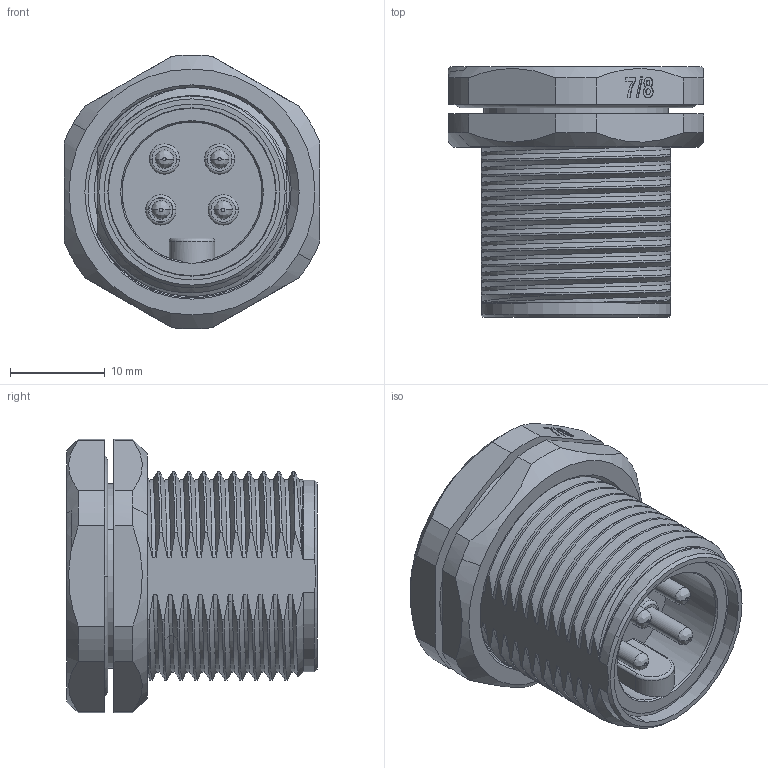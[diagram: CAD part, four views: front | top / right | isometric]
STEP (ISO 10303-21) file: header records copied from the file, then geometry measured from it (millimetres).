
FILE_DESCRIPTION((''),'2;1');
FILE_NAME('7_8-M04-BKR-7_8-W0_82_SW0001','2020-12-28T',('tc.chen'),(''),'PRO/ENGINEER BY PARAMETRIC TECHNOLOGY CORPORATION, 2012480','PRO/ENGINEER BY PARAMETRIC TECHNOLOGY CORPORATION, 2012480','');
FILE_SCHEMA(('AUTOMOTIVE_DESIGN { 1 0 10303 214 1 1 1 1 }'));
Length unit declared in the file: millimetre
Products named in the file (1): 7_8-M04-BKR-7_8-W0_82_SW0001
Bounding box: 27 x 26.5 x 28.96 mm (x, y, z)
Volume: 9432.2 mm3; surface area: 6414.3 mm2
Topology: 1 solids, 1 shells, 285 faces, 781 edges, 513 vertices
Faces by surface type: bspline 96, cylinder 75, plane 52, extrusion 35, cone 16, torus 11
Entity records: 16094 total; most frequent: CARTESIAN_POINT 9172, ORIENTED_EDGE 1562, DIRECTION 941, EDGE_CURVE 781, VERTEX_POINT 513, B_SPLINE_CURVE_WITH_KNOTS 384, AXIS2_PLACEMENT_3D 320, EDGE_LOOP 308
